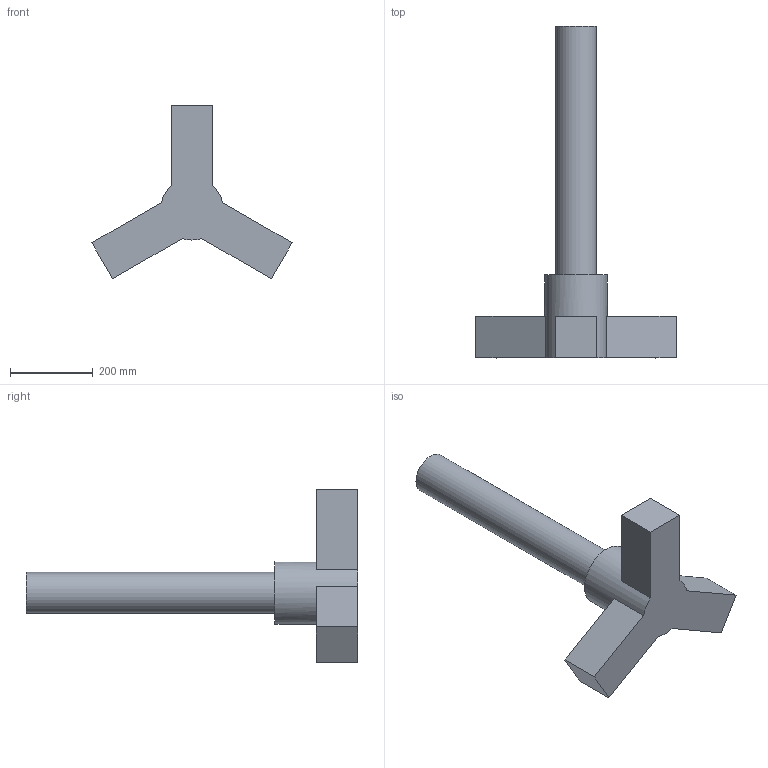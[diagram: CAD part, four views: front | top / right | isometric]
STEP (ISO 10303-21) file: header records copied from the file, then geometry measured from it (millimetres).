
FILE_DESCRIPTION(/* description */ (''),/* implementation_level */ '2;1');
FILE_NAME(/* name */ 'mri_airtablefoot_ext.stp',/* time_stamp */ '2022-12-10T13:40:53+01:00',/* author */ ('Rik Ubaghs'),/* organization */ (''),/* preprocessor_version */ 'ST-DEVELOPER v18.1',/* originating_system */ 'Autodesk Inventor 2021',/* authorisation */ '');
FILE_SCHEMA (('AUTOMOTIVE_DESIGN { 1 0 10303 214 3 1 1 }'));
Length unit declared in the file: centimetre
Products named in the file (1): peripherals_airtablefoot_ext
Bounding box: 483.01 x 800 x 418.3 mm (x, y, z)
Volume: 13582963.3 mm3; surface area: 538423.7 mm2
Topology: 1 solids, 1 shells, 17 faces, 45 edges, 31 vertices
Faces by surface type: plane 15, cylinder 2
Full cylindrical faces by diameter (mm): 99 x1, 150 x1
Entity records: 612 total; most frequent: DIRECTION 94, CARTESIAN_POINT 94, ORIENTED_EDGE 90, EDGE_CURVE 45, LINE 32, VECTOR 32, VERTEX_POINT 31, AXIS2_PLACEMENT_3D 31
